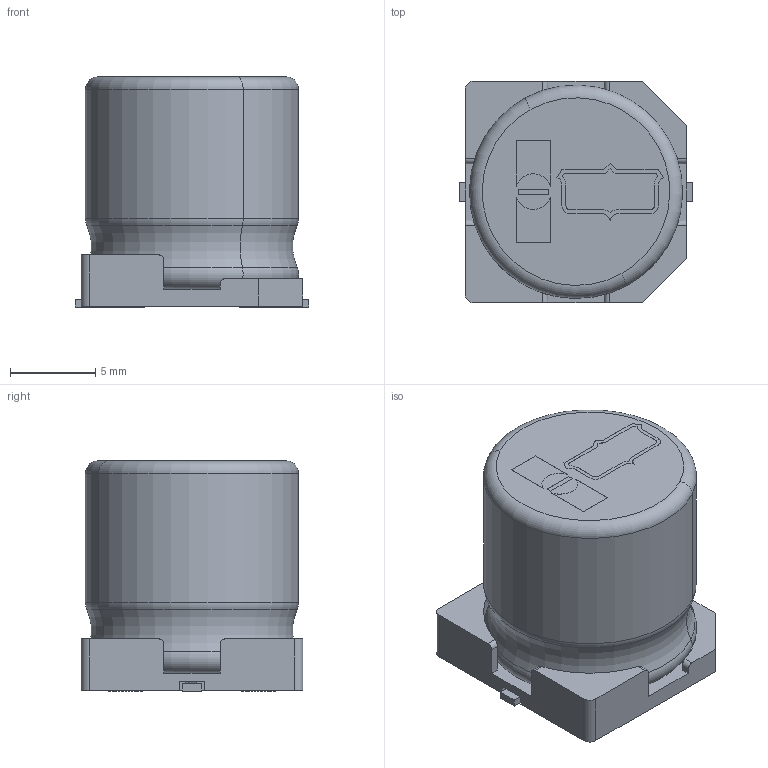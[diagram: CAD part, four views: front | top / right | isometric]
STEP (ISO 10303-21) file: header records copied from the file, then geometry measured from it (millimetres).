
FILE_DESCRIPTION(('CATIA V5 STEP Exchange','CAx-IF Rec.Pracs.--- Model Styling and Organization---1.4--- 2014-01-23','CAx-IF Rec.Pracs.---3D Tessellated Data Validation Properties---0.5---2014-09-14'),'2;1');
FILE_NAME('E-CHIP_D12.5_L13.5__NORMAL_COATED-CASE_STRUCTURE.stp','2021-01-18T09:03:20+00:00',('none'),('none'),'CATIA Version 5-6 Release 2016 SP6','CATIA V5 STEP AP242','none');
FILE_SCHEMA(('AP242_MANAGED_MODEL_BASED_3D_ENGINEERING_MIM_LF {1 0 10303 442 1 1 4}'));
Length unit declared in the file: millimetre
Products named in the file (5): E-CHIP_D12.5_L13.5__NORMAL_COATED-CASE_STRUCTURE; E-CHIP_D12.5_LEAD+; E-CHIP_D12.5_LEAD-; E-CHIP_D12.5_TABLE; E-CHIP_D12.5_L13.5_ELEMENT
Assembly tree (4 placements, depth 2):
  E-CHIP_D12.5_L13.5__NORMAL_COATED-CASE_STRUCTURE
    E-CHIP_D12.5_LEAD+
    E-CHIP_D12.5_LEAD-
    E-CHIP_D12.5_TABLE
    E-CHIP_D12.5_L13.5_ELEMENT
Bounding box: 13.7 x 13 x 13.5 mm (x, y, z)
Volume: 1638 mm3; surface area: 1226.4 mm2
Topology: 4 solids, 4 shells, 169 faces, 438 edges, 282 vertices
Faces by surface type: plane 97, cylinder 58, torus 10, bspline 4
Entity records: 5821 total; most frequent: CARTESIAN_POINT 1828, ORIENTED_EDGE 868, DIRECTION 644, EDGE_CURVE 434, VECTOR 282, LINE 282, VERTEX_POINT 282, AXIS2_PLACEMENT_3D 234
